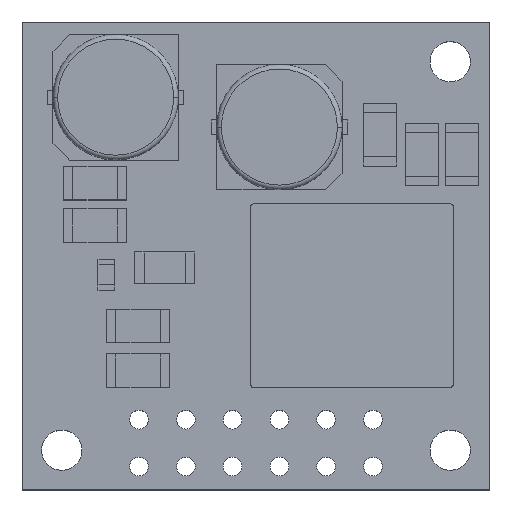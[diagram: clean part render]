
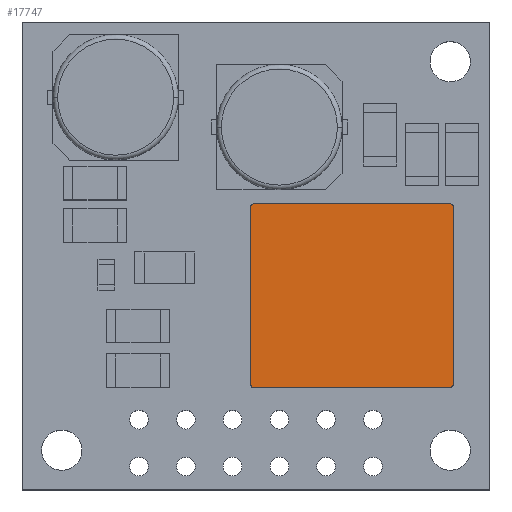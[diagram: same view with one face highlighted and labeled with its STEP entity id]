
A CAD part, top view. The second image highlights one B-rep face of the part: STEP entity #17747.
In plain terms, the highlighted planar face has unit normal (0, 0, 1).
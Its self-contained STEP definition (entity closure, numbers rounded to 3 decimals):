
#1546 = DIRECTION ( 'NONE',  ( 0., 1., 0. ) ) ;
#1895 = CARTESIAN_POINT ( 'NONE',  ( 23.207, 5.741, 5.375 ) ) ;
#2679 = ORIENTED_EDGE ( 'NONE', *, *, #67163, .T. ) ;
#3489 = LINE ( 'NONE', #25691, #52134 ) ;
#4030 = ORIENTED_EDGE ( 'NONE', *, *, #27138, .T. ) ;
#4351 = CIRCLE ( 'NONE', #38117, 0.2 ) ;
#4700 = DIRECTION ( 'NONE',  ( 0., 1., 0. ) ) ;
#4723 = DIRECTION ( 'NONE',  ( 0., 1., 0. ) ) ;
#5117 = AXIS2_PLACEMENT_3D ( 'NONE', #56138, #32415, #4700 ) ;
#5557 = VECTOR ( 'NONE', #22929, 1000. ) ;
#6450 = ORIENTED_EDGE ( 'NONE', *, *, #70900, .T. ) ;
#7964 = CARTESIAN_POINT ( 'NONE',  ( 12.407, 5.541, 5.375 ) ) ;
#8869 = AXIS2_PLACEMENT_3D ( 'NONE', #37576, #70760, #4723 ) ;
#9385 = EDGE_CURVE ( 'NONE', #9773, #56931, #27720, .T. ) ;
#9773 = VERTEX_POINT ( 'NONE', #62707 ) ;
#9815 = EDGE_CURVE ( 'NONE', #23063, #46788, #3489, .T. ) ;
#10375 = ORIENTED_EDGE ( 'NONE', *, *, #20589, .T. ) ;
#12552 = CARTESIAN_POINT ( 'NONE',  ( 23.207, 15.341, 5.375 ) ) ;
#12560 = CARTESIAN_POINT ( 'NONE',  ( 12.407, 5.741, 5.375 ) ) ;
#14247 = AXIS2_PLACEMENT_3D ( 'NONE', #20695, #65683, #42238 ) ;
#17747 = ADVANCED_FACE ( 'NONE', ( #44802 ), #60190, .F. ) ;
#18566 = CARTESIAN_POINT ( 'NONE',  ( 23.407, 5.741, 5.375 ) ) ;
#20589 = EDGE_CURVE ( 'NONE', #46788, #9773, #4351, .T. ) ;
#20695 = CARTESIAN_POINT ( 'NONE',  ( 12.607, 15.341, 5.375 ) ) ;
#21006 = DIRECTION ( 'NONE',  ( 0., 1., 0. ) ) ;
#21796 = ORIENTED_EDGE ( 'NONE', *, *, #9385, .T. ) ;
#22929 = DIRECTION ( 'NONE',  ( -1., 0., 0. ) ) ;
#23063 = VERTEX_POINT ( 'NONE', #18566 ) ;
#23680 = EDGE_CURVE ( 'NONE', #25919, #70949, #47260, .T. ) ;
#23885 = EDGE_CURVE ( 'NONE', #70949, #49331, #30179, .T. ) ;
#25691 = CARTESIAN_POINT ( 'NONE',  ( 23.407, 5.541, 5.375 ) ) ;
#25919 = VERTEX_POINT ( 'NONE', #12560 ) ;
#26601 = ORIENTED_EDGE ( 'NONE', *, *, #9815, .T. ) ;
#27138 = EDGE_CURVE ( 'NONE', #56931, #42311, #30696, .T. ) ;
#27236 = DIRECTION ( 'NONE',  ( 0., -1., 0. ) ) ;
#27571 = VECTOR ( 'NONE', #63842, 1000. ) ;
#27720 = LINE ( 'NONE', #49968, #5557 ) ;
#28740 = AXIS2_PLACEMENT_3D ( 'NONE', #1895, #62561, #1546 ) ;
#29332 = VECTOR ( 'NONE', #27236, 1000. ) ;
#30179 = LINE ( 'NONE', #7964, #27571 ) ;
#30696 = CIRCLE ( 'NONE', #14247, 0.2 ) ;
#32314 = CARTESIAN_POINT ( 'NONE',  ( 12.407, 15.341, 5.375 ) ) ;
#32415 = DIRECTION ( 'NONE',  ( 0., 0., -1. ) ) ;
#32568 = ORIENTED_EDGE ( 'NONE', *, *, #23680, .T. ) ;
#32573 = CARTESIAN_POINT ( 'NONE',  ( 23.407, 15.341, 5.375 ) ) ;
#33125 = EDGE_LOOP ( 'NONE', ( #21796, #4030, #6450, #32568, #53583, #2679, #26601, #10375 ) ) ;
#37576 = CARTESIAN_POINT ( 'NONE',  ( 12.607, 5.741, 5.375 ) ) ;
#38117 = AXIS2_PLACEMENT_3D ( 'NONE', #12552, #51552, #21006 ) ;
#42238 = DIRECTION ( 'NONE',  ( 0., 1., 0. ) ) ;
#42311 = VERTEX_POINT ( 'NONE', #32314 ) ;
#44802 = FACE_OUTER_BOUND ( 'NONE', #33125, .T. ) ;
#46540 = CARTESIAN_POINT ( 'NONE',  ( 23.207, 5.541, 5.375 ) ) ;
#46788 = VERTEX_POINT ( 'NONE', #32573 ) ;
#47260 = CIRCLE ( 'NONE', #8869, 0.2 ) ;
#47962 = DIRECTION ( 'NONE',  ( 0., 1., 0. ) ) ;
#49331 = VERTEX_POINT ( 'NONE', #46540 ) ;
#49968 = CARTESIAN_POINT ( 'NONE',  ( 12.407, 15.541, 5.375 ) ) ;
#51552 = DIRECTION ( 'NONE',  ( 0., 0., 1. ) ) ;
#52134 = VECTOR ( 'NONE', #47962, 1000. ) ;
#53583 = ORIENTED_EDGE ( 'NONE', *, *, #23885, .T. ) ;
#56138 = CARTESIAN_POINT ( 'NONE',  ( 17.907, 10.541, 5.375 ) ) ;
#56931 = VERTEX_POINT ( 'NONE', #68656 ) ;
#58309 = LINE ( 'NONE', #60890, #29332 ) ;
#60190 = PLANE ( 'NONE',  #5117 ) ;
#60890 = CARTESIAN_POINT ( 'NONE',  ( 12.407, 5.541, 5.375 ) ) ;
#61241 = CARTESIAN_POINT ( 'NONE',  ( 12.607, 5.541, 5.375 ) ) ;
#61482 = CIRCLE ( 'NONE', #28740, 0.2 ) ;
#62561 = DIRECTION ( 'NONE',  ( 0., 0., 1. ) ) ;
#62707 = CARTESIAN_POINT ( 'NONE',  ( 23.207, 15.541, 5.375 ) ) ;
#63842 = DIRECTION ( 'NONE',  ( 1., 0., 0. ) ) ;
#65683 = DIRECTION ( 'NONE',  ( 0., 0., 1. ) ) ;
#67163 = EDGE_CURVE ( 'NONE', #49331, #23063, #61482, .T. ) ;
#68656 = CARTESIAN_POINT ( 'NONE',  ( 12.607, 15.541, 5.375 ) ) ;
#70760 = DIRECTION ( 'NONE',  ( 0., 0., 1. ) ) ;
#70900 = EDGE_CURVE ( 'NONE', #42311, #25919, #58309, .T. ) ;
#70949 = VERTEX_POINT ( 'NONE', #61241 ) ;
